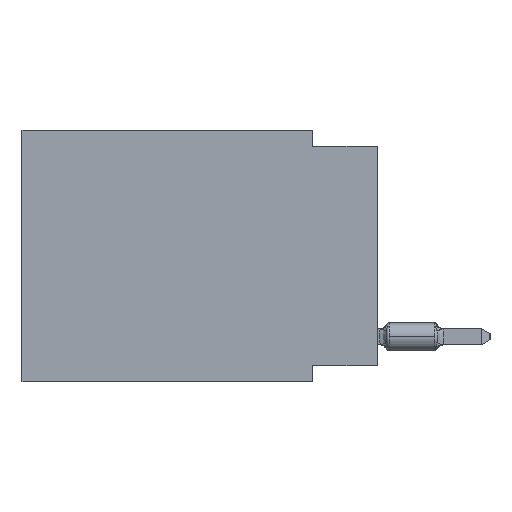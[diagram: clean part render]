
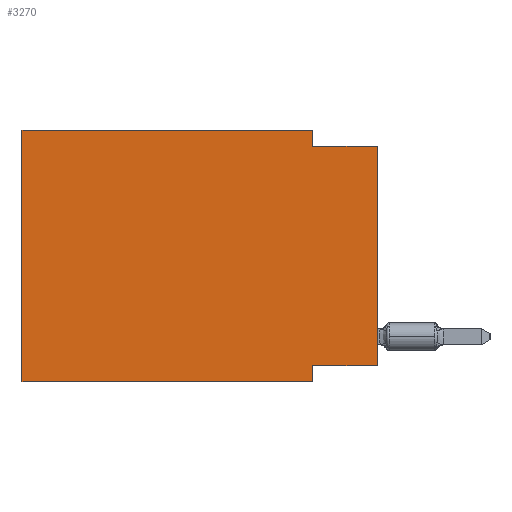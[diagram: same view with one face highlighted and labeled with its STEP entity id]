
A CAD part, left-side view. The second image highlights one B-rep face of the part: STEP entity #3270.
In plain terms, the highlighted planar face has unit normal (-1, 0, 0).
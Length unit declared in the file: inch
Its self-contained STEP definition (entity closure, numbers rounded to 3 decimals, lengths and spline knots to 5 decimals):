
#770 = CARTESIAN_POINT ( 'NONE',  ( 0., 0.1, -0.365 ) ) ;
#1455 = EDGE_CURVE ( 'NONE', #23466, #3857, #8574, .T. ) ;
#1684 = DIRECTION ( 'NONE',  ( 0., 0., -1. ) ) ;
#2707 = PLANE ( 'NONE',  #34560 ) ;
#2893 = ORIENTED_EDGE ( 'NONE', *, *, #5947, .F. ) ;
#3270 = ADVANCED_FACE ( 'NONE', ( #36977 ), #2707, .F. ) ;
#3857 = VERTEX_POINT ( 'NONE', #33838 ) ;
#4606 = DIRECTION ( 'NONE',  ( 0., 0., -1. ) ) ;
#5141 = DIRECTION ( 'NONE',  ( 0., 1., 0. ) ) ;
#5373 = LINE ( 'NONE', #32044, #17344 ) ;
#5947 = EDGE_CURVE ( 'NONE', #32818, #12081, #8083, .T. ) ;
#6534 = VECTOR ( 'NONE', #25467, 39.37008 ) ;
#7453 = CARTESIAN_POINT ( 'NONE',  ( 0., 0.1, -0.025 ) ) ;
#7949 = LINE ( 'NONE', #35038, #22478 ) ;
#7965 = CARTESIAN_POINT ( 'NONE',  ( 0., 0.55, -0.39 ) ) ;
#8083 = LINE ( 'NONE', #20054, #25613 ) ;
#8574 = LINE ( 'NONE', #9159, #36960 ) ;
#9159 = CARTESIAN_POINT ( 'NONE',  ( 0., 0.55, 0. ) ) ;
#9686 = CARTESIAN_POINT ( 'NONE',  ( 0., 0., -0.025 ) ) ;
#9735 = EDGE_CURVE ( 'NONE', #32818, #25262, #15389, .T. ) ;
#12081 = VERTEX_POINT ( 'NONE', #770 ) ;
#12109 = ORIENTED_EDGE ( 'NONE', *, *, #20029, .F. ) ;
#12841 = CARTESIAN_POINT ( 'NONE',  ( 0., 0.55, 0. ) ) ;
#13482 = VECTOR ( 'NONE', #37326, 39.37008 ) ;
#15389 = LINE ( 'NONE', #23608, #36373 ) ;
#16125 = EDGE_CURVE ( 'NONE', #3857, #34073, #34899, .T. ) ;
#16312 = ORIENTED_EDGE ( 'NONE', *, *, #16125, .F. ) ;
#17344 = VECTOR ( 'NONE', #4606, 39.37008 ) ;
#17963 = VECTOR ( 'NONE', #36572, 39.37008 ) ;
#18125 = DIRECTION ( 'NONE',  ( 0., 0., 1. ) ) ;
#18512 = CARTESIAN_POINT ( 'NONE',  ( 0., 0.1, -0.39 ) ) ;
#18994 = EDGE_LOOP ( 'NONE', ( #36769, #34216, #12109, #16312, #36728, #27874, #19929, #2893 ) ) ;
#19929 = ORIENTED_EDGE ( 'NONE', *, *, #25032, .F. ) ;
#20029 = EDGE_CURVE ( 'NONE', #34073, #24021, #7949, .T. ) ;
#20054 = CARTESIAN_POINT ( 'NONE',  ( 0., 0., -0.365 ) ) ;
#20884 = CARTESIAN_POINT ( 'NONE',  ( 0., 0.1, 0. ) ) ;
#22478 = VECTOR ( 'NONE', #1684, 39.37008 ) ;
#22999 = EDGE_CURVE ( 'NONE', #24021, #25262, #33589, .T. ) ;
#23466 = VERTEX_POINT ( 'NONE', #7965 ) ;
#23497 = VERTEX_POINT ( 'NONE', #18512 ) ;
#23608 = CARTESIAN_POINT ( 'NONE',  ( 0., 0., 0. ) ) ;
#23669 = EDGE_CURVE ( 'NONE', #23466, #23497, #31210, .T. ) ;
#24021 = VERTEX_POINT ( 'NONE', #7453 ) ;
#24793 = DIRECTION ( 'NONE',  ( 1., 0., 0. ) ) ;
#25032 = EDGE_CURVE ( 'NONE', #12081, #23497, #5373, .T. ) ;
#25262 = VERTEX_POINT ( 'NONE', #9686 ) ;
#25467 = DIRECTION ( 'NONE',  ( 0., -1., 0. ) ) ;
#25613 = VECTOR ( 'NONE', #5141, 39.37008 ) ;
#27514 = CARTESIAN_POINT ( 'NONE',  ( 0., 0., -0.025 ) ) ;
#27874 = ORIENTED_EDGE ( 'NONE', *, *, #23669, .T. ) ;
#29120 = CARTESIAN_POINT ( 'NONE',  ( 0., 0., -0.365 ) ) ;
#31210 = LINE ( 'NONE', #31407, #13482 ) ;
#31407 = CARTESIAN_POINT ( 'NONE',  ( 0., 0.55, -0.39 ) ) ;
#31735 = CARTESIAN_POINT ( 'NONE',  ( 0., 0.55, 0. ) ) ;
#32044 = CARTESIAN_POINT ( 'NONE',  ( 0., 0.1, -0.39 ) ) ;
#32488 = DIRECTION ( 'NONE',  ( 0., 0., 1. ) ) ;
#32818 = VERTEX_POINT ( 'NONE', #29120 ) ;
#33589 = LINE ( 'NONE', #27514, #17963 ) ;
#33838 = CARTESIAN_POINT ( 'NONE',  ( 0., 0.55, 0. ) ) ;
#34073 = VERTEX_POINT ( 'NONE', #20884 ) ;
#34216 = ORIENTED_EDGE ( 'NONE', *, *, #22999, .F. ) ;
#34560 = AXIS2_PLACEMENT_3D ( 'NONE', #12841, #24793, #36781 ) ;
#34899 = LINE ( 'NONE', #31735, #6534 ) ;
#35038 = CARTESIAN_POINT ( 'NONE',  ( 0., 0.1, 0. ) ) ;
#36373 = VECTOR ( 'NONE', #18125, 39.37008 ) ;
#36572 = DIRECTION ( 'NONE',  ( 0., -1., 0. ) ) ;
#36728 = ORIENTED_EDGE ( 'NONE', *, *, #1455, .F. ) ;
#36769 = ORIENTED_EDGE ( 'NONE', *, *, #9735, .T. ) ;
#36781 = DIRECTION ( 'NONE',  ( 0., 0., -1. ) ) ;
#36960 = VECTOR ( 'NONE', #32488, 39.37008 ) ;
#36977 = FACE_OUTER_BOUND ( 'NONE', #18994, .T. ) ;
#37326 = DIRECTION ( 'NONE',  ( 0., -1., 0. ) ) ;
